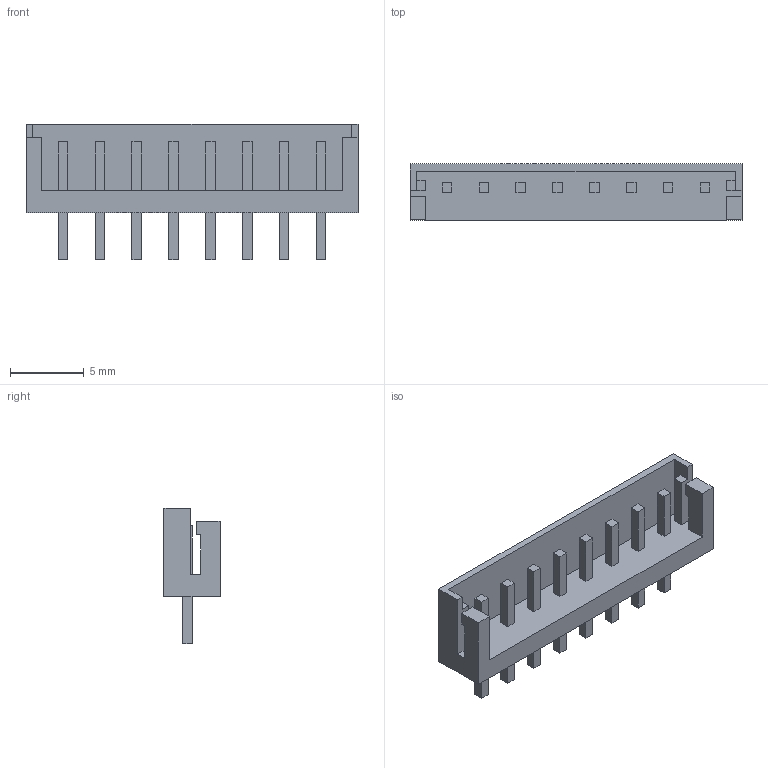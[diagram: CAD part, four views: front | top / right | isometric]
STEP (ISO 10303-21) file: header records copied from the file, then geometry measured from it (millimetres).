
FILE_DESCRIPTION(('FreeCAD Model'),'2;1');
FILE_NAME('JST_EH_08B-EH-A_08x2.50mm_Straight.STEP','2016-03-22T23:09:43',('Author' ),(''),'Open CASCADE STEP processor 6.8','FreeCAD','Unknown');
FILE_SCHEMA(('AUTOMOTIVE_DESIGN_CC2 { 1 2 10303 214 -1 1 5 4 }'));
Length unit declared in the file: millimetre
Products named in the file (1): B8B-EH-A
Bounding box: 22.5 x 3.8 x 9.2 mm (x, y, z)
Volume: 219 mm3; surface area: 658 mm2
Topology: 1 solids, 1 shells, 108 faces, 270 edges, 180 vertices
Faces by surface type: plane 108
Entity records: 7433 total; most frequent: CARTESIAN_POINT 1099, DIRECTION 1028, LINE 810, VECTOR 810, ORIENTED_EDGE 540, PCURVE 540, DEFINITIONAL_REPRESENTATION 540, EDGE_CURVE 270
